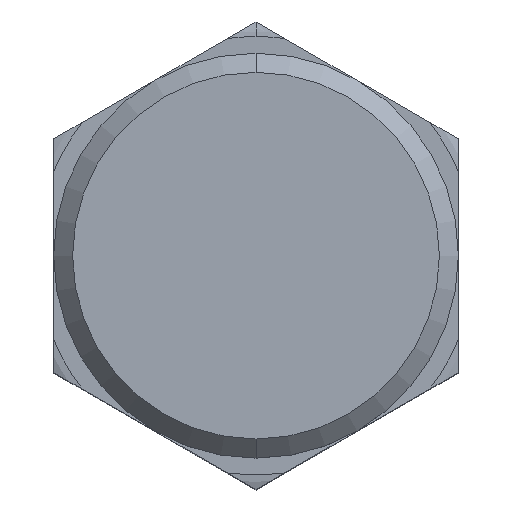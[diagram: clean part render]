
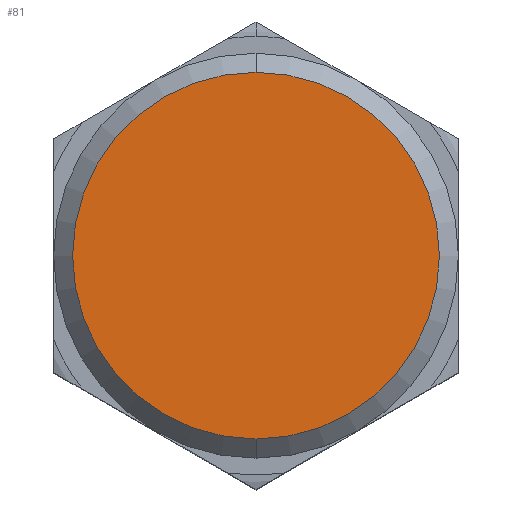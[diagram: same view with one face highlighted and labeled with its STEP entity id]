
A CAD part, top view. The second image highlights one B-rep face of the part: STEP entity #81.
In plain terms, the highlighted planar face has unit normal (0, 0, 1).
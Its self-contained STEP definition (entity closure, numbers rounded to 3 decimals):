
#16 = CIRCLE ( 'NONE', #746, 7.7 ) ;
#46 = DIRECTION ( 'NONE',  ( 0., 0., -1. ) ) ;
#81 = ADVANCED_FACE ( 'NONE', ( #878 ), #86, .T. ) ;
#86 = PLANE ( 'NONE',  #338 ) ;
#275 = CARTESIAN_POINT ( 'NONE',  ( 0., 0., 15. ) ) ;
#338 = AXIS2_PLACEMENT_3D ( 'NONE', #791, #709, #891 ) ;
#386 = ORIENTED_EDGE ( 'NONE', *, *, #696, .F. ) ;
#539 = DIRECTION ( 'NONE',  ( 0., 1., 0. ) ) ;
#578 = DIRECTION ( 'NONE',  ( 0., 1., 0. ) ) ;
#682 = VERTEX_POINT ( 'NONE', #773 ) ;
#696 = EDGE_CURVE ( 'NONE', #682, #1122, #16, .T. ) ;
#709 = DIRECTION ( 'NONE',  ( 0., 0., 1. ) ) ;
#746 = AXIS2_PLACEMENT_3D ( 'NONE', #275, #873, #539 ) ;
#773 = CARTESIAN_POINT ( 'NONE',  ( 0., -7.7, 15. ) ) ;
#791 = CARTESIAN_POINT ( 'NONE',  ( 0., 0., 15. ) ) ;
#828 = EDGE_LOOP ( 'NONE', ( #892, #386 ) ) ;
#873 = DIRECTION ( 'NONE',  ( 0., 0., -1. ) ) ;
#878 = FACE_OUTER_BOUND ( 'NONE', #828, .T. ) ;
#891 = DIRECTION ( 'NONE',  ( 0., -1., 0. ) ) ;
#892 = ORIENTED_EDGE ( 'NONE', *, *, #961, .F. ) ;
#906 = CIRCLE ( 'NONE', #1060, 7.7 ) ;
#961 = EDGE_CURVE ( 'NONE', #1122, #682, #906, .T. ) ;
#987 = CARTESIAN_POINT ( 'NONE',  ( 0., 7.7, 15. ) ) ;
#1033 = CARTESIAN_POINT ( 'NONE',  ( 0., 0., 15. ) ) ;
#1060 = AXIS2_PLACEMENT_3D ( 'NONE', #1033, #46, #578 ) ;
#1122 = VERTEX_POINT ( 'NONE', #987 ) ;
